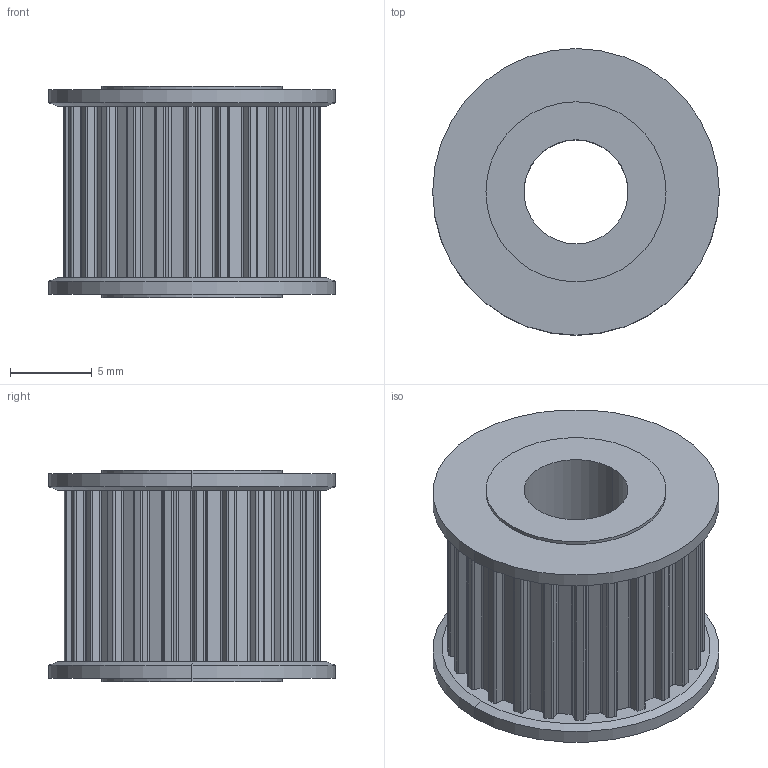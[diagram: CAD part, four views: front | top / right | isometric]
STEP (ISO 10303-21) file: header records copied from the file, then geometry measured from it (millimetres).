
FILE_DESCRIPTION (( 'STEP AP214' ), '1' );
FILE_NAME ('4333240000200.STEP', '2017-11-21T06:15:04', ( '13' ), ( '' ), 'SwSTEP 2.0', 'SolidWorks 2012', '' );
FILE_SCHEMA (( 'AUTOMOTIVE_DESIGN' ));
Length unit declared in the file: millimetre
Products named in the file (1): 4333240000200
Bounding box: 17.5 x 17.5 x 12.9 mm (x, y, z)
Volume: 1938.4 mm3; surface area: 1623.9 mm2
Topology: 1 solids, 1 shells, 220 faces, 638 edges, 424 vertices
Faces by surface type: cylinder 135, plane 81, cone 4
Entity records: 7402 total; most frequent: DIRECTION 1354, CARTESIAN_POINT 1283, ORIENTED_EDGE 1276, EDGE_CURVE 638, AXIS2_PLACEMENT_3D 495, VERTEX_POINT 424, VECTOR 364, LINE 364
